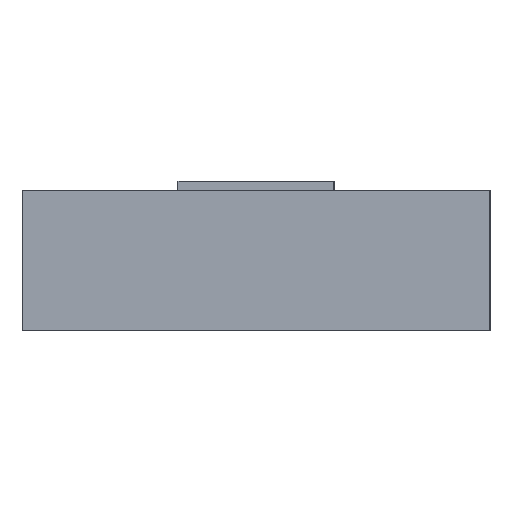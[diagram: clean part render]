
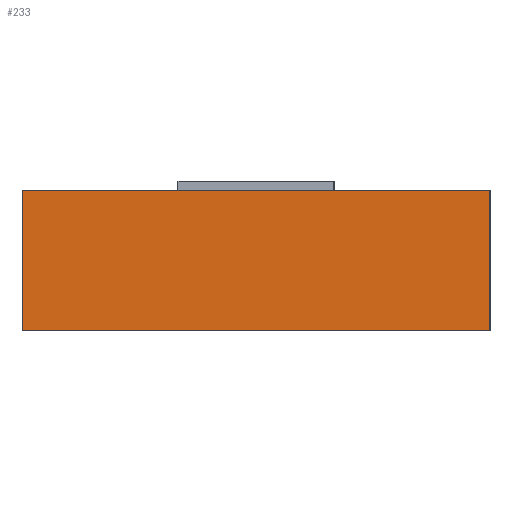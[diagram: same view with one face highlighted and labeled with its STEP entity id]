
A CAD part, left-side view. The second image highlights one B-rep face of the part: STEP entity #233.
In plain terms, the highlighted planar face has unit normal (-1, 0, 0).
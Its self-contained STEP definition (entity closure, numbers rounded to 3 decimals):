
#233=ADVANCED_FACE('',(#576),#577,.T.);
#576=FACE_OUTER_BOUND('',#923,.T.);
#577=PLANE('',#924);
#923=EDGE_LOOP('',(#2227,#2228,#2229,#2230));
#924=AXIS2_PLACEMENT_3D('',#2231,#2232,#2233);
#2227=ORIENTED_EDGE('',*,*,#2674,.F.);
#2228=ORIENTED_EDGE('',*,*,#2672,.T.);
#2229=ORIENTED_EDGE('',*,*,#2675,.F.);
#2230=ORIENTED_EDGE('',*,*,#2676,.T.);
#2231=CARTESIAN_POINT('',(-10.0,20.0,-6.6));
#2232=DIRECTION('',(-1.0,0.0,0.0));
#2233=DIRECTION('',(0.0,0.0,1.0));
#2672=EDGE_CURVE('',#3367,#3365,#3368,.T.);
#2674=EDGE_CURVE('',#3367,#3370,#3371,.T.);
#2675=EDGE_CURVE('',#3372,#3365,#3373,.T.);
#2676=EDGE_CURVE('',#3372,#3370,#3374,.T.);
#3365=VERTEX_POINT('',#4450);
#3367=VERTEX_POINT('',#4453);
#3368=LINE('',#4454,#4455);
#3370=VERTEX_POINT('',#4458);
#3371=LINE('',#4459,#4460);
#3372=VERTEX_POINT('',#4461);
#3373=LINE('',#4462,#4463);
#3374=LINE('',#4464,#4465);
#4450=CARTESIAN_POINT('',(-10.0,20.0,2.4));
#4453=CARTESIAN_POINT('',(-10.0,-10.0,2.4));
#4454=CARTESIAN_POINT('',(-10.0,20.0,2.4));
#4455=VECTOR('',#4936,1000.0);
#4458=CARTESIAN_POINT('',(-10.0,-10.0,-6.6));
#4459=CARTESIAN_POINT('',(-10.0,-10.0,-6.6));
#4460=VECTOR('',#4938,1000.0);
#4461=CARTESIAN_POINT('',(-10.0,20.0,-6.6));
#4462=CARTESIAN_POINT('',(-10.0,20.0,-6.6));
#4463=VECTOR('',#4939,1000.0);
#4464=CARTESIAN_POINT('',(-10.0,0.0,-6.6));
#4465=VECTOR('',#4940,1000.0);
#4936=DIRECTION('',(0.0,1.0,0.0));
#4938=DIRECTION('',(0.0,0.0,-1.0));
#4939=DIRECTION('',(0.0,0.0,1.0));
#4940=DIRECTION('',(0.0,-1.0,0.0));
